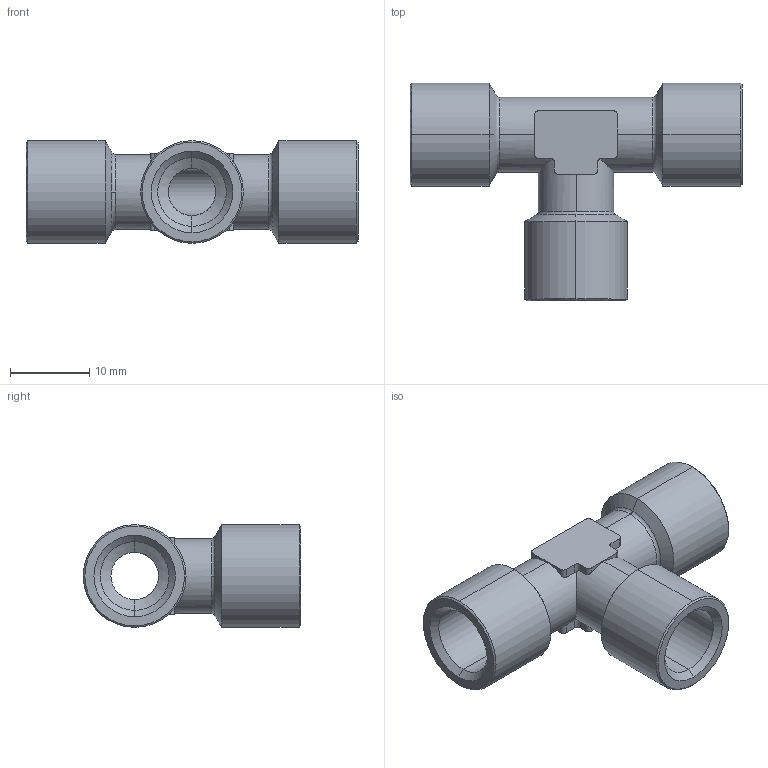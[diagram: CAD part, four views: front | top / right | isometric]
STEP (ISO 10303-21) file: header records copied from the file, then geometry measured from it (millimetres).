
FILE_DESCRIPTION (( 'STEP AP203' ), '1' );
FILE_NAME ('05130001.STEP', '2010-09-13T09:14:20', ( 'Flavio' ), ( '' ), 'SwSTEP 2.0', 'SolidWorks 2009', '' );
FILE_SCHEMA (( 'CONFIG_CONTROL_DESIGN' ));
Length unit declared in the file: millimetre
Products named in the file (1): 05130001
Bounding box: 42 x 27.5 x 13 mm (x, y, z)
Volume: 3621 mm3; surface area: 3762.1 mm2
Topology: 1 solids, 1 shells, 89 faces, 226 edges, 138 vertices
Faces by surface type: cylinder 38, cone 24, plane 21, torus 6
Entity records: 2837 total; most frequent: CARTESIAN_POINT 586, DIRECTION 478, ORIENTED_EDGE 452, EDGE_CURVE 226, AXIS2_PLACEMENT_3D 186, VERTEX_POINT 138, VECTOR 106, LINE 106
